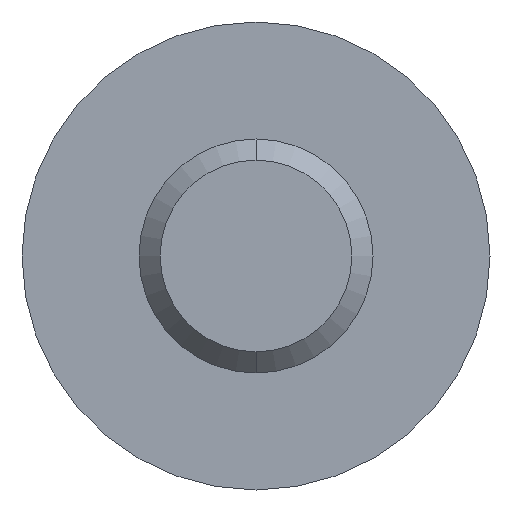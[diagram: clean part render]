
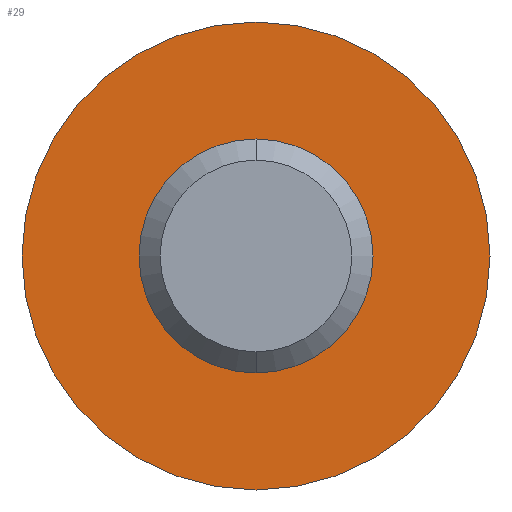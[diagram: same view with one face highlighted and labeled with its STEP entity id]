
A CAD part, front view. The second image highlights one B-rep face of the part: STEP entity #29.
In plain terms, the highlighted planar face has unit normal (0, -1, 0).
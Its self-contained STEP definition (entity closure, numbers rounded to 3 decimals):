
#22=FACE_BOUND('',#65,.F.);
#24=PLANE('',#370);
#29=ADVANCED_FACE('',(#22,#47),#24,.T.);
#47=FACE_OUTER_BOUND('',#66,.F.);
#65=EDGE_LOOP('',(#88,#89));
#66=EDGE_LOOP('',(#90,#91));
#88=ORIENTED_EDGE('',*,*,#193,.T.);
#89=ORIENTED_EDGE('',*,*,#192,.T.);
#90=ORIENTED_EDGE('',*,*,#198,.F.);
#91=ORIENTED_EDGE('',*,*,#194,.F.);
#192=EDGE_CURVE('',#261,#260,#226,.T.);
#193=EDGE_CURVE('',#260,#261,#227,.T.);
#194=EDGE_CURVE('',#259,#258,#228,.T.);
#198=EDGE_CURVE('',#258,#259,#230,.T.);
#226=CIRCLE('',#351,1.5);
#227=CIRCLE('',#352,1.5);
#228=CIRCLE('',#353,3.);
#230=CIRCLE('',#355,3.);
#258=VERTEX_POINT('',#503);
#259=VERTEX_POINT('',#504);
#260=VERTEX_POINT('',#505);
#261=VERTEX_POINT('',#506);
#351=AXIS2_PLACEMENT_3D('',#511,#397,#398);
#352=AXIS2_PLACEMENT_3D('',#512,#399,#400);
#353=AXIS2_PLACEMENT_3D('',#513,#401,#402);
#355=AXIS2_PLACEMENT_3D('',#517,#407,#408);
#370=AXIS2_PLACEMENT_3D('',#544,#449,#450);
#397=DIRECTION('',(0.,-1.,0.));
#398=DIRECTION('',(0.,0.,-1.));
#399=DIRECTION('',(0.,-1.,0.));
#400=DIRECTION('',(0.,0.,1.));
#401=DIRECTION('',(0.,-1.,0.));
#402=DIRECTION('',(0.,0.,-1.));
#407=DIRECTION('',(0.,-1.,0.));
#408=DIRECTION('',(0.,0.,1.));
#449=DIRECTION('',(0.,-1.,0.));
#450=DIRECTION('',(-1.,0.,0.));
#503=CARTESIAN_POINT('',(-25.,150.8,-217.342));
#504=CARTESIAN_POINT('',(-25.,150.8,-223.342));
#505=CARTESIAN_POINT('',(-25.,150.8,-218.842));
#506=CARTESIAN_POINT('',(-25.,150.8,-221.842));
#511=CARTESIAN_POINT('',(-25.,150.8,-220.342));
#512=CARTESIAN_POINT('',(-25.,150.8,-220.342));
#513=CARTESIAN_POINT('',(-25.,150.8,-220.342));
#517=CARTESIAN_POINT('',(-25.,150.8,-220.342));
#544=CARTESIAN_POINT('',(-21.94,150.8,-217.282));
